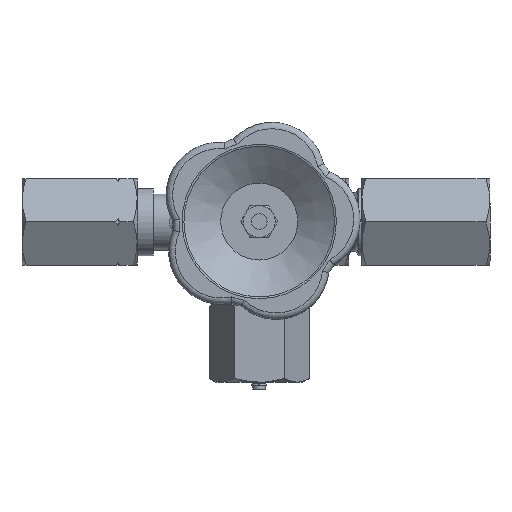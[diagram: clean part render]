
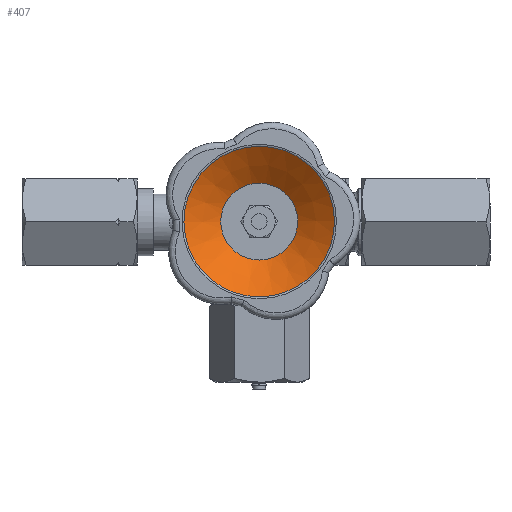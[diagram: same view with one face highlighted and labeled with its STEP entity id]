
A CAD part, top view. The second image highlights one B-rep face of the part: STEP entity #407.
In plain terms, the highlighted conical face has half-angle 54.118 degrees and reference radius 12 mm.
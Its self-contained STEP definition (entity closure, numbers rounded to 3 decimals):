
#407 = ADVANCED_FACE( '', ( #996, #997 ), #998, .F. );
#996 = FACE_OUTER_BOUND( '', #1795, .T. );
#997 = FACE_BOUND( '', #1796, .T. );
#998 = CONICAL_SURFACE( '', #1797, 12., 0.945 );
#1795 = EDGE_LOOP( '', ( #2939 ) );
#1796 = EDGE_LOOP( '', ( #2940 ) );
#1797 = AXIS2_PLACEMENT_3D( '', #2941, #2942, #2943 );
#2939 = ORIENTED_EDGE( '', *, *, #4456, .T. );
#2940 = ORIENTED_EDGE( '', *, *, #4505, .T. );
#2941 = CARTESIAN_POINT( '', ( -23., 0., 84.844 ) );
#2942 = DIRECTION( '', ( 0., 0., 1. ) );
#2943 = DIRECTION( '', ( -0.936, -0.353, 0. ) );
#4456 = EDGE_CURVE( '', #5340, #5340, #5341, .T. );
#4505 = EDGE_CURVE( '', #5410, #5410, #5411, .T. );
#5340 = VERTEX_POINT( '', #7135 );
#5341 = CIRCLE( '', #7136, 23.488 );
#5410 = VERTEX_POINT( '', #7419 );
#5411 = CIRCLE( '', #7420, 12. );
#7135 = CARTESIAN_POINT( '', ( -1.024, 8.291, 93.154 ) );
#7136 = AXIS2_PLACEMENT_3D( '', #9150, #9151, #9152 );
#7419 = CARTESIAN_POINT( '', ( -11.772, 4.236, 84.844 ) );
#7420 = AXIS2_PLACEMENT_3D( '', #9190, #9191, #9192 );
#9150 = CARTESIAN_POINT( '', ( -23., 0., 93.154 ) );
#9151 = DIRECTION( '', ( 0., 0., 1. ) );
#9152 = DIRECTION( '', ( 0.936, 0.353, 0. ) );
#9190 = CARTESIAN_POINT( '', ( -23., 0., 84.844 ) );
#9191 = DIRECTION( '', ( 0., 0., -1. ) );
#9192 = DIRECTION( '', ( 0.936, 0.353, 0. ) );
